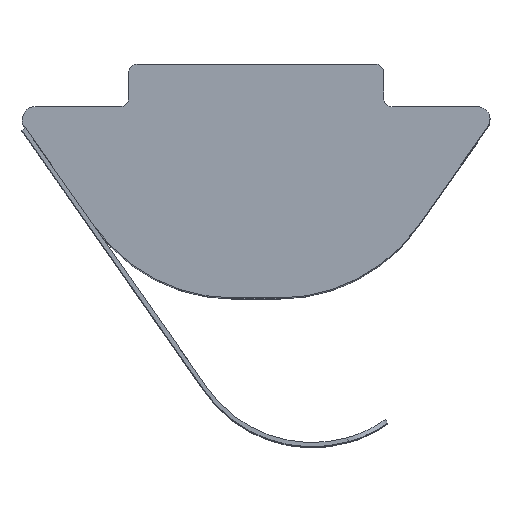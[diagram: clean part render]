
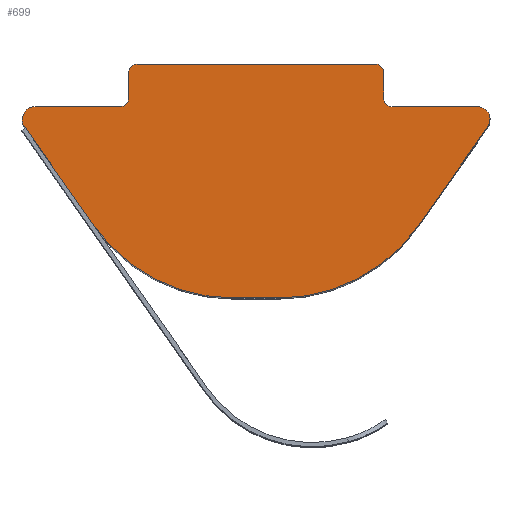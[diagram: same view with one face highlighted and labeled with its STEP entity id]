
A CAD part, top view. The second image highlights one B-rep face of the part: STEP entity #699.
In plain terms, the highlighted planar face has unit normal (0, 0, 1).
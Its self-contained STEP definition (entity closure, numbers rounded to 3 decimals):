
#10 = EDGE_CURVE ( 'NONE', #833, #513, #364, .T. ) ;
#20 = EDGE_CURVE ( 'NONE', #972, #1061, #957, .T. ) ;
#61 = VERTEX_POINT ( 'NONE', #1423 ) ;
#78 = DIRECTION ( 'NONE',  ( 0.574, 0.819, 0. ) ) ;
#79 = AXIS2_PLACEMENT_3D ( 'NONE', #518, #1347, #643 ) ;
#87 = VERTEX_POINT ( 'NONE', #371 ) ;
#95 = CARTESIAN_POINT ( 'NONE',  ( 2.8, -0.2, 8. ) ) ;
#118 = EDGE_CURVE ( 'NONE', #596, #87, #1433, .T. ) ;
#151 = LINE ( 'NONE', #1055, #1062 ) ;
#163 = ORIENTED_EDGE ( 'NONE', *, *, #1551, .T. ) ;
#166 = AXIS2_PLACEMENT_3D ( 'NONE', #759, #293, #1116 ) ;
#170 = FACE_OUTER_BOUND ( 'NONE', #713, .T. ) ;
#180 = CIRCLE ( 'NONE', #79, 0.2 ) ;
#188 = VERTEX_POINT ( 'NONE', #860 ) ;
#189 = ORIENTED_EDGE ( 'NONE', *, *, #668, .T. ) ;
#200 = DIRECTION ( 'NONE',  ( 0., 0., 1. ) ) ;
#206 = ORIENTED_EDGE ( 'NONE', *, *, #1330, .T. ) ;
#222 = DIRECTION ( 'NONE',  ( 1., 0., 0. ) ) ;
#224 = EDGE_CURVE ( 'NONE', #1042, #874, #1322, .T. ) ;
#233 = CIRCLE ( 'NONE', #776, 0.2 ) ;
#251 = VERTEX_POINT ( 'NONE', #1348 ) ;
#256 = AXIS2_PLACEMENT_3D ( 'NONE', #1004, #298, #1123 ) ;
#285 = ORIENTED_EDGE ( 'NONE', *, *, #494, .T. ) ;
#288 = VECTOR ( 'NONE', #1552, 1000. ) ;
#293 = DIRECTION ( 'NONE',  ( 0., 0., 1. ) ) ;
#298 = DIRECTION ( 'NONE',  ( 0., 0., 1. ) ) ;
#299 = CARTESIAN_POINT ( 'NONE',  ( 3., -0.8, 8. ) ) ;
#329 = LINE ( 'NONE', #1496, #1547 ) ;
#346 = AXIS2_PLACEMENT_3D ( 'NONE', #478, #359, #715 ) ;
#359 = DIRECTION ( 'NONE',  ( 0., 0., 1. ) ) ;
#364 = CIRCLE ( 'NONE', #346, 0.2 ) ;
#371 = CARTESIAN_POINT ( 'NONE',  ( 5.2, -1., 8. ) ) ;
#376 = ORIENTED_EDGE ( 'NONE', *, *, #118, .T. ) ;
#379 = ORIENTED_EDGE ( 'NONE', *, *, #224, .T. ) ;
#420 = VECTOR ( 'NONE', #1457, 1000. ) ;
#442 = EDGE_CURVE ( 'NONE', #188, #1539, #1485, .T. ) ;
#448 = CIRCLE ( 'NONE', #256, 0.3 ) ;
#449 = EDGE_CURVE ( 'NONE', #61, #251, #151, .T. ) ;
#464 = CARTESIAN_POINT ( 'NONE',  ( 3.2, -0.8, 8. ) ) ;
#465 = ORIENTED_EDGE ( 'NONE', *, *, #20, .T. ) ;
#478 = CARTESIAN_POINT ( 'NONE',  ( -2.8, -0.2, 8. ) ) ;
#494 = EDGE_CURVE ( 'NONE', #1539, #1076, #747, .T. ) ;
#513 = VERTEX_POINT ( 'NONE', #1073 ) ;
#518 = CARTESIAN_POINT ( 'NONE',  ( -3.2, -0.8, 8. ) ) ;
#533 = CARTESIAN_POINT ( 'NONE',  ( 3., -1., 8. ) ) ;
#554 = EDGE_CURVE ( 'NONE', #1061, #817, #953, .T. ) ;
#581 = DIRECTION ( 'NONE',  ( 1., 0., 0. ) ) ;
#593 = ORIENTED_EDGE ( 'NONE', *, *, #1509, .T. ) ;
#596 = VERTEX_POINT ( 'NONE', #981 ) ;
#612 = CARTESIAN_POINT ( 'NONE',  ( 5.2, -1.3, 8. ) ) ;
#613 = DIRECTION ( 'NONE',  ( 0., 0., 1. ) ) ;
#627 = CARTESIAN_POINT ( 'NONE',  ( 2.8, 0., 8. ) ) ;
#634 = CARTESIAN_POINT ( 'NONE',  ( -3., -1., 8. ) ) ;
#635 = DIRECTION ( 'NONE',  ( 0., 0., 1. ) ) ;
#640 = VECTOR ( 'NONE', #831, 1000. ) ;
#643 = DIRECTION ( 'NONE',  ( 1., 0., 0. ) ) ;
#648 = AXIS2_PLACEMENT_3D ( 'NONE', #908, #200, #1032 ) ;
#650 = CARTESIAN_POINT ( 'NONE',  ( -5.5, -1.3, 8. ) ) ;
#668 = EDGE_CURVE ( 'NONE', #874, #1536, #1117, .T. ) ;
#673 = VECTOR ( 'NONE', #1420, 1000. ) ;
#678 = CARTESIAN_POINT ( 'NONE',  ( -5.2, -1., 8. ) ) ;
#684 = ORIENTED_EDGE ( 'NONE', *, *, #834, .T. ) ;
#699 = ADVANCED_FACE ( 'NONE', ( #170 ), #1002, .T. ) ;
#707 = AXIS2_PLACEMENT_3D ( 'NONE', #464, #1296, #581 ) ;
#713 = EDGE_LOOP ( 'NONE', ( #285, #1005, #206, #1096, #593, #1450, #379, #189, #872, #1505, #684, #465, #1413, #1502, #376, #163, #783 ) ) ;
#715 = DIRECTION ( 'NONE',  ( 1., 0., 0. ) ) ;
#719 = EDGE_CURVE ( 'NONE', #1536, #61, #448, .T. ) ;
#721 = CARTESIAN_POINT ( 'NONE',  ( 3., 0., 8. ) ) ;
#735 = DIRECTION ( 'NONE',  ( -1., 0., 0. ) ) ;
#747 = LINE ( 'NONE', #1309, #673 ) ;
#751 = VERTEX_POINT ( 'NONE', #1364 ) ;
#759 = CARTESIAN_POINT ( 'NONE',  ( -5.2, -1.3, 8. ) ) ;
#774 = VECTOR ( 'NONE', #1107, 1000. ) ;
#776 = AXIS2_PLACEMENT_3D ( 'NONE', #95, #925, #222 ) ;
#783 = ORIENTED_EDGE ( 'NONE', *, *, #442, .T. ) ;
#817 = VERTEX_POINT ( 'NONE', #904 ) ;
#831 = DIRECTION ( 'NONE',  ( 1., 0., 0. ) ) ;
#833 = VERTEX_POINT ( 'NONE', #1146 ) ;
#834 = EDGE_CURVE ( 'NONE', #251, #972, #928, .T. ) ;
#848 = EDGE_CURVE ( 'NONE', #817, #596, #329, .T. ) ;
#860 = CARTESIAN_POINT ( 'NONE',  ( 3.2, -1., 8. ) ) ;
#872 = ORIENTED_EDGE ( 'NONE', *, *, #719, .T. ) ;
#874 = VERTEX_POINT ( 'NONE', #678 ) ;
#898 = AXIS2_PLACEMENT_3D ( 'NONE', #612, #1439, #735 ) ;
#902 = CARTESIAN_POINT ( 'NONE',  ( -3.2, -1., 8. ) ) ;
#904 = CARTESIAN_POINT ( 'NONE',  ( 3.82, -3.794, 8. ) ) ;
#908 = CARTESIAN_POINT ( 'NONE',  ( -0.543, -1.5, 8. ) ) ;
#925 = DIRECTION ( 'NONE',  ( 0., 0., 1. ) ) ;
#928 = CIRCLE ( 'NONE', #648, 4. ) ;
#940 = CARTESIAN_POINT ( 'NONE',  ( -0.543, -5.5, 8. ) ) ;
#945 = CARTESIAN_POINT ( 'NONE',  ( -0.543, -5.5, 8. ) ) ;
#953 = CIRCLE ( 'NONE', #1419, 4. ) ;
#957 = LINE ( 'NONE', #945, #640 ) ;
#972 = VERTEX_POINT ( 'NONE', #940 ) ;
#981 = CARTESIAN_POINT ( 'NONE',  ( 5.446, -1.472, 8. ) ) ;
#1002 = PLANE ( 'NONE',  #166 ) ;
#1004 = CARTESIAN_POINT ( 'NONE',  ( -5.2, -1.3, 8. ) ) ;
#1005 = ORIENTED_EDGE ( 'NONE', *, *, #1165, .T. ) ;
#1031 = CARTESIAN_POINT ( 'NONE',  ( 0.543, -5.5, 8. ) ) ;
#1032 = DIRECTION ( 'NONE',  ( -1., 0., 0. ) ) ;
#1042 = VERTEX_POINT ( 'NONE', #902 ) ;
#1055 = CARTESIAN_POINT ( 'NONE',  ( -5.446, -1.472, 8. ) ) ;
#1061 = VERTEX_POINT ( 'NONE', #1031 ) ;
#1062 = VECTOR ( 'NONE', #1181, 1000. ) ;
#1073 = CARTESIAN_POINT ( 'NONE',  ( -3., -0.2, 8. ) ) ;
#1076 = VERTEX_POINT ( 'NONE', #1272 ) ;
#1096 = ORIENTED_EDGE ( 'NONE', *, *, #10, .T. ) ;
#1107 = DIRECTION ( 'NONE',  ( 0., -1., 0. ) ) ;
#1116 = DIRECTION ( 'NONE',  ( 1., 0., 0. ) ) ;
#1117 = CIRCLE ( 'NONE', #1498, 0.3 ) ;
#1123 = DIRECTION ( 'NONE',  ( 1., 0., 0. ) ) ;
#1146 = CARTESIAN_POINT ( 'NONE',  ( -2.8, 0., 8. ) ) ;
#1165 = EDGE_CURVE ( 'NONE', #1076, #1481, #233, .T. ) ;
#1181 = DIRECTION ( 'NONE',  ( 0.574, -0.819, 0. ) ) ;
#1272 = CARTESIAN_POINT ( 'NONE',  ( 3., -0.2, 8. ) ) ;
#1296 = DIRECTION ( 'NONE',  ( 0., 0., -1. ) ) ;
#1309 = CARTESIAN_POINT ( 'NONE',  ( 3., 0., 8. ) ) ;
#1322 = LINE ( 'NONE', #634, #420 ) ;
#1326 = CARTESIAN_POINT ( 'NONE',  ( 0.543, -1.5, 8. ) ) ;
#1330 = EDGE_CURVE ( 'NONE', #1481, #833, #1544, .T. ) ;
#1346 = CARTESIAN_POINT ( 'NONE',  ( -5.2, -1.3, 8. ) ) ;
#1347 = DIRECTION ( 'NONE',  ( 0., 0., -1. ) ) ;
#1348 = CARTESIAN_POINT ( 'NONE',  ( -3.82, -3.794, 8. ) ) ;
#1364 = CARTESIAN_POINT ( 'NONE',  ( -3., -0.8, 8. ) ) ;
#1399 = LINE ( 'NONE', #1460, #774 ) ;
#1413 = ORIENTED_EDGE ( 'NONE', *, *, #554, .T. ) ;
#1419 = AXIS2_PLACEMENT_3D ( 'NONE', #1326, #613, #1440 ) ;
#1420 = DIRECTION ( 'NONE',  ( 0., 1., 0. ) ) ;
#1423 = CARTESIAN_POINT ( 'NONE',  ( -5.446, -1.472, 8. ) ) ;
#1433 = CIRCLE ( 'NONE', #898, 0.3 ) ;
#1439 = DIRECTION ( 'NONE',  ( 0., 0., 1. ) ) ;
#1440 = DIRECTION ( 'NONE',  ( 1., 0., 0. ) ) ;
#1450 = ORIENTED_EDGE ( 'NONE', *, *, #1497, .T. ) ;
#1457 = DIRECTION ( 'NONE',  ( -1., 0., 0. ) ) ;
#1458 = DIRECTION ( 'NONE',  ( 1., 0., 0. ) ) ;
#1460 = CARTESIAN_POINT ( 'NONE',  ( -3., 0., 8. ) ) ;
#1477 = DIRECTION ( 'NONE',  ( -1., 0., 0. ) ) ;
#1481 = VERTEX_POINT ( 'NONE', #627 ) ;
#1485 = CIRCLE ( 'NONE', #707, 0.2 ) ;
#1494 = VECTOR ( 'NONE', #1477, 1000. ) ;
#1496 = CARTESIAN_POINT ( 'NONE',  ( 5.446, -1.472, 8. ) ) ;
#1497 = EDGE_CURVE ( 'NONE', #751, #1042, #180, .T. ) ;
#1498 = AXIS2_PLACEMENT_3D ( 'NONE', #1346, #635, #1458 ) ;
#1502 = ORIENTED_EDGE ( 'NONE', *, *, #848, .T. ) ;
#1505 = ORIENTED_EDGE ( 'NONE', *, *, #449, .T. ) ;
#1509 = EDGE_CURVE ( 'NONE', #513, #751, #1399, .T. ) ;
#1531 = LINE ( 'NONE', #533, #1494 ) ;
#1536 = VERTEX_POINT ( 'NONE', #650 ) ;
#1539 = VERTEX_POINT ( 'NONE', #299 ) ;
#1544 = LINE ( 'NONE', #721, #288 ) ;
#1547 = VECTOR ( 'NONE', #78, 1000. ) ;
#1551 = EDGE_CURVE ( 'NONE', #87, #188, #1531, .T. ) ;
#1552 = DIRECTION ( 'NONE',  ( -1., 0., 0. ) ) ;
